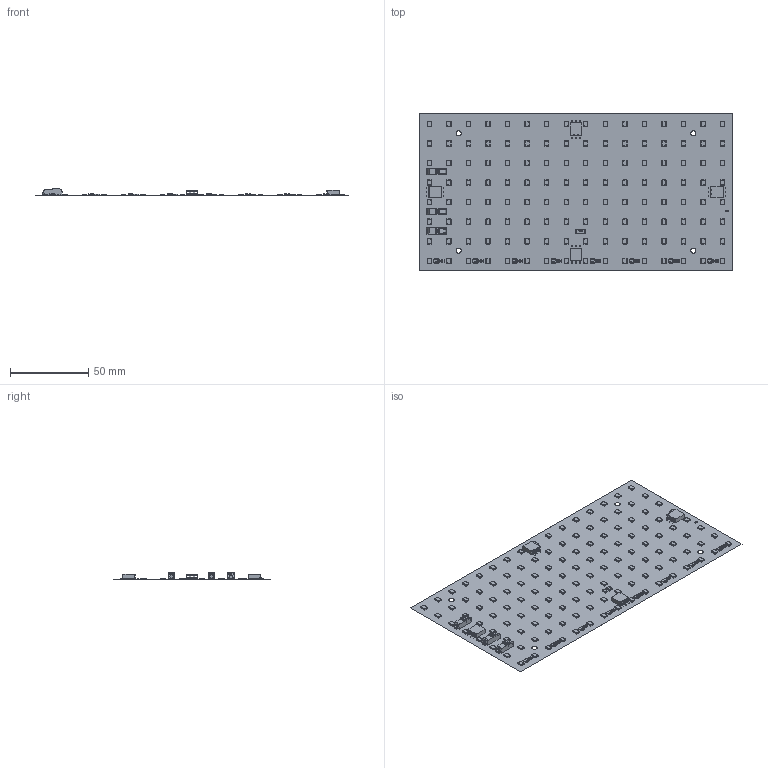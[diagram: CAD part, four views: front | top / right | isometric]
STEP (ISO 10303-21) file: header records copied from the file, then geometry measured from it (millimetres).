
FILE_DESCRIPTION(('Open CASCADE Model'),'2;1');
FILE_NAME('Open CASCADE Shape Model','2024-02-06T13:34:21',('Author'),( 'Open CASCADE'),'Open CASCADE STEP processor 7.5','Open CASCADE 7.5' ,'Unknown');
FILE_SCHEMA(('AUTOMOTIVE_DESIGN { 1 0 10303 214 1 1 1 1 }'));
Length unit declared in the file: millimetre
Products named in the file (184): PCB; Board; Open CASCADE STEP translator 7.5 1.1.1; J6; 2060-451_998-404_2_14; J5; R18; Res_Yageo_RC2512JK-07360RL_eec; body; pad; top; Yageo; R17; 0603 SMD Resistor; R16; 0805 Resistor; R15; R14; R13; R12; R11; R10; R9; R8; R7; R6; R5; R4; R3; R2; R1; U8; TSOP6_SOT457_NEX; U7; U6; U5; U4; U3; U2; U1 ...
Assembly tree (465 placements, depth 5):
  PCB
    Board
      Open CASCADE STEP translator 7.5 1.1.1
    J6
      2060-451_998-404_2_14
    J6
      2060-451_998-404_2_14
    J5
      2060-451_998-404_2_14
    R18
      Res_Yageo_RC2512JK-07360RL_eec
        body
        pad  x2
        top
        Yageo
    R17
      0603 SMD Resistor
    R16
      0805 Resistor
    R15
      0805 Resistor
    R14
      0805 Resistor
    R13
      0805 Resistor
    R12
      0805 Resistor
    R11
      0805 Resistor
    R10
      0805 Resistor
    R9
      0805 Resistor
    R8
      0805 Resistor
    R7
      0805 Resistor
    R6
      0805 Resistor
    R5
      0805 Resistor
    R4
      0805 Resistor
    R3
      0805 Resistor
    R2
      0805 Resistor
    R1
      0805 Resistor
    U8
      TSOP6_SOT457_NEX
    U7
      TSOP6_SOT457_NEX
    U6
      TSOP6_SOT457_NEX
    U5
      TSOP6_SOT457_NEX
    U4
      TSOP6_SOT457_NEX
    U3
Bounding box: 200 x 100 x 4.36 mm (x, y, z)
Volume: 3115.3 mm3; surface area: 54587.9 mm2
Topology: 742 solids, 742 shells, 14099 faces, 36480 edges, 23934 vertices
Faces by surface type: plane 11251, cylinder 2047, bspline 614, sphere 179, torus 8
Full cylindrical faces by diameter (mm): 0.085 x8, 2.25 x3, 3.25 x4
Entity records: 36024 total; most frequent: CARTESIAN_POINT 9275, DIRECTION 4408, ORIENTED_EDGE 3940, EDGE_CURVE 1970, AXIS2_PLACEMENT_3D 1475, LINE 1458, VECTOR 1458, VERTEX_POINT 1272
